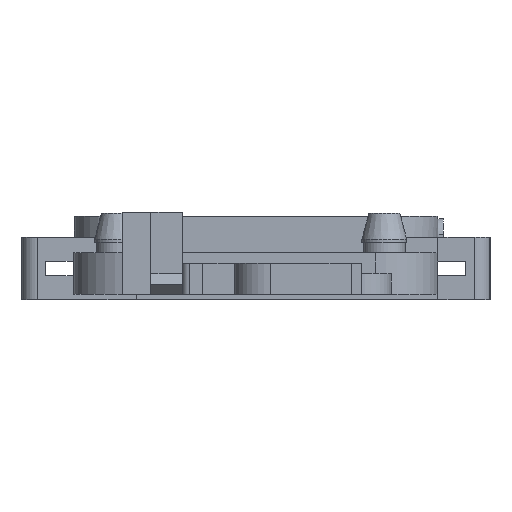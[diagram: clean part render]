
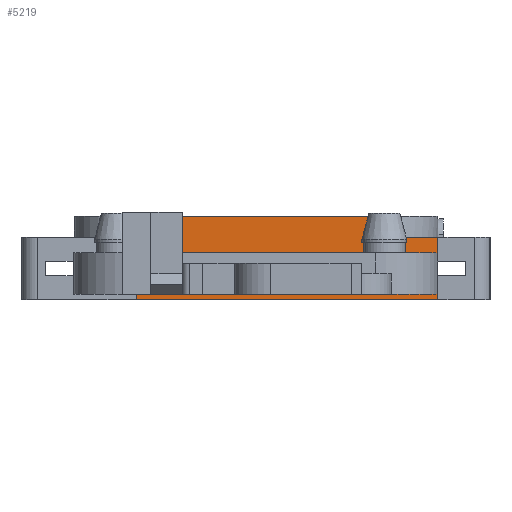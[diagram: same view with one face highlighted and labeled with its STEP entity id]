
A CAD part, front view. The second image highlights one B-rep face of the part: STEP entity #5219.
In plain terms, the highlighted planar face has unit normal (0, -1, 0).
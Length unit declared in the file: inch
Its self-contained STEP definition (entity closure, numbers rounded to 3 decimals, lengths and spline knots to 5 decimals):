
#589=FACE_OUTER_BOUND('',#890,.T.);
#890=EDGE_LOOP('',(#4287,#4288,#4289,#4290,#4291,#4292,#4293,#4294,#4295,
#4296,#4297));
#1373=LINE('',#8520,#1923);
#1385=LINE('',#8545,#1935);
#1386=LINE('',#8547,#1936);
#1387=LINE('',#8549,#1937);
#1388=LINE('',#8551,#1938);
#1389=LINE('',#8553,#1939);
#1390=LINE('',#8555,#1940);
#1391=LINE('',#8557,#1941);
#1392=LINE('',#8559,#1942);
#1393=LINE('',#8561,#1943);
#1394=LINE('',#8562,#1944);
#1923=VECTOR('',#6644,0.3937);
#1935=VECTOR('',#6662,0.3937);
#1936=VECTOR('',#6663,0.3937);
#1937=VECTOR('',#6664,0.3937);
#1938=VECTOR('',#6665,0.3937);
#1939=VECTOR('',#6666,0.3937);
#1940=VECTOR('',#6667,0.3937);
#1941=VECTOR('',#6668,0.3937);
#1942=VECTOR('',#6669,0.3937);
#1943=VECTOR('',#6670,0.3937);
#1944=VECTOR('',#6671,0.3937);
#2443=VERTEX_POINT('',#8518);
#2444=VERTEX_POINT('',#8519);
#2454=VERTEX_POINT('',#8544);
#2455=VERTEX_POINT('',#8546);
#2456=VERTEX_POINT('',#8548);
#2457=VERTEX_POINT('',#8550);
#2458=VERTEX_POINT('',#8552);
#2459=VERTEX_POINT('',#8554);
#2460=VERTEX_POINT('',#8556);
#2461=VERTEX_POINT('',#8558);
#2462=VERTEX_POINT('',#8560);
#3088=EDGE_CURVE('',#2443,#2444,#1373,.T.);
#3100=EDGE_CURVE('',#2454,#2443,#1385,.T.);
#3101=EDGE_CURVE('',#2444,#2455,#1386,.T.);
#3102=EDGE_CURVE('',#2456,#2455,#1387,.T.);
#3103=EDGE_CURVE('',#2456,#2457,#1388,.T.);
#3104=EDGE_CURVE('',#2458,#2457,#1389,.T.);
#3105=EDGE_CURVE('',#2459,#2458,#1390,.T.);
#3106=EDGE_CURVE('',#2460,#2459,#1391,.T.);
#3107=EDGE_CURVE('',#2460,#2461,#1392,.T.);
#3108=EDGE_CURVE('',#2461,#2462,#1393,.T.);
#3109=EDGE_CURVE('',#2462,#2454,#1394,.T.);
#4287=ORIENTED_EDGE('',*,*,#3100,.T.);
#4288=ORIENTED_EDGE('',*,*,#3088,.T.);
#4289=ORIENTED_EDGE('',*,*,#3101,.T.);
#4290=ORIENTED_EDGE('',*,*,#3102,.F.);
#4291=ORIENTED_EDGE('',*,*,#3103,.T.);
#4292=ORIENTED_EDGE('',*,*,#3104,.F.);
#4293=ORIENTED_EDGE('',*,*,#3105,.F.);
#4294=ORIENTED_EDGE('',*,*,#3106,.F.);
#4295=ORIENTED_EDGE('',*,*,#3107,.T.);
#4296=ORIENTED_EDGE('',*,*,#3108,.T.);
#4297=ORIENTED_EDGE('',*,*,#3109,.T.);
#4970=PLANE('',#5591);
#5219=ADVANCED_FACE('',(#589),#4970,.T.);
#5591=AXIS2_PLACEMENT_3D('',#8543,#6660,#6661);
#6644=DIRECTION('',(1.,0.,0.));
#6660=DIRECTION('center_axis',(0.,-1.,0.));
#6661=DIRECTION('ref_axis',(1.,0.,0.));
#6662=DIRECTION('',(0.,0.,1.));
#6663=DIRECTION('',(0.,0.,1.));
#6664=DIRECTION('',(1.,0.,0.));
#6665=DIRECTION('',(0.,0.,1.));
#6666=DIRECTION('',(1.,0.,0.));
#6667=DIRECTION('',(0.,0.,1.));
#6668=DIRECTION('',(0.,0.,1.));
#6669=DIRECTION('',(1.,0.,0.));
#6670=DIRECTION('',(0.,0.,1.));
#6671=DIRECTION('',(-1.,0.,0.));
#8518=CARTESIAN_POINT('',(0.68732,-0.68898,0.12598));
#8519=CARTESIAN_POINT('',(0.68807,-0.68898,0.12598));
#8520=CARTESIAN_POINT('',(0.17088,-0.68898,0.12598));
#8543=CARTESIAN_POINT('Origin',(-0.45276,-0.68898,0.));
#8544=CARTESIAN_POINT('',(0.68732,-0.68898,0.07087));
#8545=CARTESIAN_POINT('',(0.68732,-0.68898,0.03642));
#8546=CARTESIAN_POINT('',(0.68807,-0.68898,0.21654));
#8547=CARTESIAN_POINT('',(0.68807,-0.68898,-0.01969));
#8548=CARTESIAN_POINT('',(0.45276,-0.68898,0.21654));
#8549=CARTESIAN_POINT('',(-0.88501,-0.68898,0.21654));
#8550=CARTESIAN_POINT('',(0.45276,-0.68898,0.29528));
#8551=CARTESIAN_POINT('',(0.45276,-0.68898,0.));
#8552=CARTESIAN_POINT('',(-0.45276,-0.68898,0.29528));
#8553=CARTESIAN_POINT('',(-0.45276,-0.68898,0.29528));
#8554=CARTESIAN_POINT('',(-0.45276,-0.68898,0.21654));
#8555=CARTESIAN_POINT('',(-0.45276,-0.68898,0.));
#8556=CARTESIAN_POINT('',(-0.45276,-0.68898,-0.01969));
#8557=CARTESIAN_POINT('',(-0.45276,-0.68898,0.));
#8558=CARTESIAN_POINT('',(0.68807,-0.68898,-0.01969));
#8559=CARTESIAN_POINT('',(-0.88501,-0.68898,-0.01969));
#8560=CARTESIAN_POINT('',(0.68807,-0.68898,0.07087));
#8561=CARTESIAN_POINT('',(0.68807,-0.68898,-0.01969));
#8562=CARTESIAN_POINT('',(0.11773,-0.68898,0.07087));
